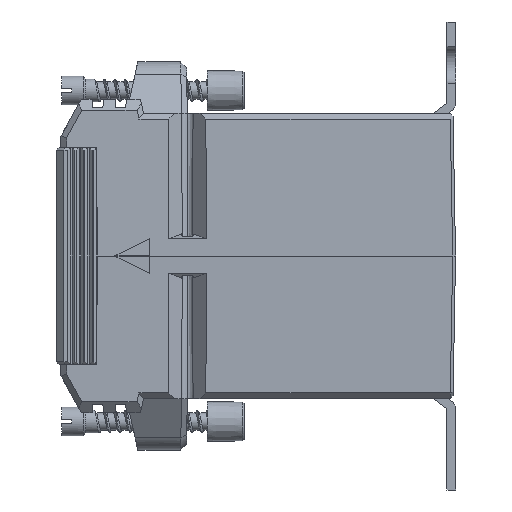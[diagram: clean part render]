
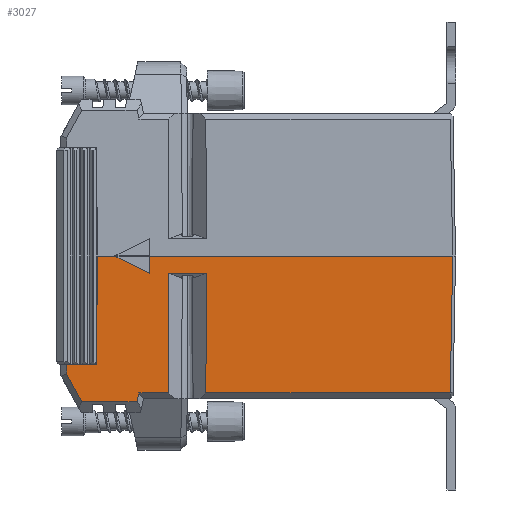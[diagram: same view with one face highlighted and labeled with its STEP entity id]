
A CAD part, left-side view. The second image highlights one B-rep face of the part: STEP entity #3027.
In plain terms, the highlighted face is planar.
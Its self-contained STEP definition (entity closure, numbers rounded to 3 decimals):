
#1599 = EDGE_CURVE ( 'NONE', #1601, #1605, #11973, .T. ) ;
#1601 = VERTEX_POINT ( 'NONE', #11876 ) ;
#1605 = VERTEX_POINT ( 'NONE', #11911 ) ;
#1842 = VERTEX_POINT ( 'NONE', #12880 ) ;
#1912 = VERTEX_POINT ( 'NONE', #13033 ) ;
#1913 = EDGE_CURVE ( 'NONE', #1931, #1842, #13172, .T. ) ;
#1916 = VERTEX_POINT ( 'NONE', #13175 ) ;
#1921 = EDGE_CURVE ( 'NONE', #1916, #1912, #13186, .T. ) ;
#1931 = VERTEX_POINT ( 'NONE', #13251 ) ;
#2210 = EDGE_CURVE ( 'NONE', #1842, #1601, #14095, .T. ) ;
#2619 = ORIENTED_EDGE ( 'NONE', *, *, #3074, .T. ) ;
#2883 = EDGE_CURVE ( 'NONE', #2890, #2892, #16726, .T. ) ;
#2890 = VERTEX_POINT ( 'NONE', #16921 ) ;
#2892 = VERTEX_POINT ( 'NONE', #16927 ) ;
#3005 = ORIENTED_EDGE ( 'NONE', *, *, #1599, .T. ) ;
#3006 = VERTEX_POINT ( 'NONE', #17327 ) ;
#3007 = EDGE_CURVE ( 'NONE', #3006, #3017, #17283, .T. ) ;
#3008 = VERTEX_POINT ( 'NONE', #17281 ) ;
#3009 = EDGE_CURVE ( 'NONE', #3008, #3017, #17287, .T. ) ;
#3010 = VERTEX_POINT ( 'NONE', #17323 ) ;
#3011 = EDGE_CURVE ( 'NONE', #3008, #3010, #17384, .T. ) ;
#3012 = VERTEX_POINT ( 'NONE', #17383 ) ;
#3013 = ORIENTED_EDGE ( 'NONE', *, *, #3016, .F. ) ;
#3014 = ORIENTED_EDGE ( 'NONE', *, *, #3031, .F. ) ;
#3015 = ORIENTED_EDGE ( 'NONE', *, *, #1921, .T. ) ;
#3016 = EDGE_CURVE ( 'NONE', #1931, #3012, #17373, .T. ) ;
#3017 = VERTEX_POINT ( 'NONE', #17288 ) ;
#3018 = ORIENTED_EDGE ( 'NONE', *, *, #3019, .T. ) ;
#3019 = EDGE_CURVE ( 'NONE', #1605, #3006, #17280, .T. ) ;
#3020 = ORIENTED_EDGE ( 'NONE', *, *, #1913, .T. ) ;
#3021 = ORIENTED_EDGE ( 'NONE', *, *, #3007, .T. ) ;
#3022 = ORIENTED_EDGE ( 'NONE', *, *, #2210, .T. ) ;
#3025 = ORIENTED_EDGE ( 'NONE', *, *, #3011, .T. ) ;
#3027 = ADVANCED_FACE ( 'NONE', ( #17375 ), #17377, .T. ) ;
#3028 = ORIENTED_EDGE ( 'NONE', *, *, #3040, .F. ) ;
#3029 = EDGE_CURVE ( 'NONE', #2892, #1916, #17351, .T. ) ;
#3030 = ORIENTED_EDGE ( 'NONE', *, *, #2883, .T. ) ;
#3031 = EDGE_CURVE ( 'NONE', #3012, #1912, #17336, .T. ) ;
#3032 = ORIENTED_EDGE ( 'NONE', *, *, #3033, .T. ) ;
#3033 = EDGE_CURVE ( 'NONE', #3036, #2890, #17364, .T. ) ;
#3035 = ORIENTED_EDGE ( 'NONE', *, *, #3029, .T. ) ;
#3036 = VERTEX_POINT ( 'NONE', #17441 ) ;
#3037 = VERTEX_POINT ( 'NONE', #17440 ) ;
#3040 = EDGE_CURVE ( 'NONE', #3036, #3037, #17451, .T. ) ;
#3044 = ORIENTED_EDGE ( 'NONE', *, *, #3009, .F. ) ;
#3045 = EDGE_LOOP ( 'NONE', ( #3028, #3032, #3030, #3035, #3015, #3014, #3013, #3020, #3022, #3005, #3018, #3021, #3044, #3025, #2619, #3080 ) ) ;
#3074 = EDGE_CURVE ( 'NONE', #3010, #3078, #17568, .T. ) ;
#3078 = VERTEX_POINT ( 'NONE', #17540 ) ;
#3080 = ORIENTED_EDGE ( 'NONE', *, *, #3083, .T. ) ;
#3083 = EDGE_CURVE ( 'NONE', #3078, #3037, #17628, .T. ) ;
#11876 = CARTESIAN_POINT ( 'NONE',  ( 24.418, 34., 19. ) ) ;
#11911 = CARTESIAN_POINT ( 'NONE',  ( 24.418, 39.168, 19. ) ) ;
#11970 = DIRECTION ( 'NONE',  ( 0., 1., 0. ) ) ;
#11971 = VECTOR ( 'NONE', #11970, 1000. ) ;
#11972 = CARTESIAN_POINT ( 'NONE',  ( 24.418, 40.5, 19. ) ) ;
#11973 = LINE ( 'NONE', #11972, #11971 ) ;
#12880 = CARTESIAN_POINT ( 'NONE',  ( 24.75, 33.668, 0. ) ) ;
#13033 = CARTESIAN_POINT ( 'NONE',  ( 24.75, 24.668, 0. ) ) ;
#13137 = DIRECTION ( 'NONE',  ( 0., 1., 0. ) ) ;
#13151 = VECTOR ( 'NONE', #13137, 1000. ) ;
#13162 = DIRECTION ( 'NONE',  ( 0., 1., 0. ) ) ;
#13164 = VECTOR ( 'NONE', #13162, 1000. ) ;
#13166 = CARTESIAN_POINT ( 'NONE',  ( 24.75, 40.5, 0. ) ) ;
#13172 = LINE ( 'NONE', #13166, #13164 ) ;
#13175 = CARTESIAN_POINT ( 'NONE',  ( 24.75, -28.5, 0. ) ) ;
#13185 = CARTESIAN_POINT ( 'NONE',  ( 24.75, 40.5, 0. ) ) ;
#13186 = LINE ( 'NONE', #13185, #13151 ) ;
#13251 = CARTESIAN_POINT ( 'NONE',  ( 24.75, 30.668, 0. ) ) ;
#14091 = DIRECTION ( 'NONE',  ( -0.017, 0.017, 1. ) ) ;
#14092 = VECTOR ( 'NONE', #14091, 1000. ) ;
#14094 = CARTESIAN_POINT ( 'NONE',  ( 24.748, 33.67, 0.119 ) ) ;
#14095 = LINE ( 'NONE', #14094, #14092 ) ;
#16726 = LINE ( 'NONE', #16929, #16925 ) ;
#16921 = CARTESIAN_POINT ( 'NONE',  ( 24.331, 14.746, 24. ) ) ;
#16925 = VECTOR ( 'NONE', #16928, 1000. ) ;
#16927 = CARTESIAN_POINT ( 'NONE',  ( 24.331, -28.081, 24. ) ) ;
#16928 = DIRECTION ( 'NONE',  ( 0., -1., 0. ) ) ;
#16929 = CARTESIAN_POINT ( 'NONE',  ( 24.331, -28.564, 24. ) ) ;
#17273 = DIRECTION ( 'NONE',  ( 0., 1., 0. ) ) ;
#17275 = CARTESIAN_POINT ( 'NONE',  ( 24.305, 40.5, 25.5 ) ) ;
#17277 = DIRECTION ( 'NONE',  ( -0.015, -0.485, 0.875 ) ) ;
#17278 = VECTOR ( 'NONE', #17277, 1000. ) ;
#17280 = LINE ( 'NONE', #17358, #17357 ) ;
#17281 = CARTESIAN_POINT ( 'NONE',  ( 24.305, 26.803, 25.5 ) ) ;
#17282 = CARTESIAN_POINT ( 'NONE',  ( 24.675, 48.243, 4.29 ) ) ;
#17283 = LINE ( 'NONE', #17282, #17278 ) ;
#17287 = LINE ( 'NONE', #17275, #17387 ) ;
#17288 = CARTESIAN_POINT ( 'NONE',  ( 24.305, 36.486, 25.5 ) ) ;
#17323 = CARTESIAN_POINT ( 'NONE',  ( 24.331, 26.47, 24. ) ) ;
#17327 = CARTESIAN_POINT ( 'NONE',  ( 24.388, 39.138, 20.715 ) ) ;
#17331 = DIRECTION ( 'NONE',  ( 0.017, 0., -1. ) ) ;
#17332 = VECTOR ( 'NONE', #17331, 1000. ) ;
#17334 = CARTESIAN_POINT ( 'NONE',  ( 24.698, 24.668, 3. ) ) ;
#17336 = LINE ( 'NONE', #17334, #17332 ) ;
#17340 = DIRECTION ( 'NONE',  ( 0.017, -0.017, -1. ) ) ;
#17342 = VECTOR ( 'NONE', #17340, 1000. ) ;
#17346 = DIRECTION ( 'NONE',  ( 0., 1., 0. ) ) ;
#17347 = VECTOR ( 'NONE', #17346, 1000. ) ;
#17348 = DIRECTION ( 'NONE',  ( 0.017, 0., -1. ) ) ;
#17349 = DIRECTION ( 'NONE',  ( 1., 0., 0.017 ) ) ;
#17350 = CARTESIAN_POINT ( 'NONE',  ( 24.729, -28.479, 1.204 ) ) ;
#17351 = LINE ( 'NONE', #17350, #17342 ) ;
#17353 = AXIS2_PLACEMENT_3D ( 'NONE', #17355, #17349, #17348 ) ;
#17355 = CARTESIAN_POINT ( 'NONE',  ( 24.75, 40.5, 0. ) ) ;
#17356 = DIRECTION ( 'NONE',  ( -0.017, -0.017, 1. ) ) ;
#17357 = VECTOR ( 'NONE', #17356, 1000. ) ;
#17358 = CARTESIAN_POINT ( 'NONE',  ( 24.75, 39.5, -0.017 ) ) ;
#17363 = CARTESIAN_POINT ( 'NONE',  ( 24.748, 14.623, 0.132 ) ) ;
#17364 = LINE ( 'NONE', #17363, #17454 ) ;
#17366 = DIRECTION ( 'NONE',  ( -0.008, -0.894, 0.447 ) ) ;
#17367 = VECTOR ( 'NONE', #17366, 1000. ) ;
#17369 = CARTESIAN_POINT ( 'NONE',  ( 24.75, 30.668, 0. ) ) ;
#17373 = LINE ( 'NONE', #17369, #17367 ) ;
#17375 = FACE_OUTER_BOUND ( 'NONE', #3045, .T. ) ;
#17377 = PLANE ( 'NONE',  #17353 ) ;
#17380 = DIRECTION ( 'NONE',  ( 0.017, -0.216, -0.976 ) ) ;
#17381 = VECTOR ( 'NONE', #17380, 1000. ) ;
#17382 = CARTESIAN_POINT ( 'NONE',  ( 24.679, 22.056, 4.088 ) ) ;
#17383 = CARTESIAN_POINT ( 'NONE',  ( 24.698, 24.668, 3. ) ) ;
#17384 = LINE ( 'NONE', #17382, #17381 ) ;
#17387 = VECTOR ( 'NONE', #17273, 1000. ) ;
#17440 = CARTESIAN_POINT ( 'NONE',  ( 24.698, 21.362, 3. ) ) ;
#17441 = CARTESIAN_POINT ( 'NONE',  ( 24.698, 14.638, 3. ) ) ;
#17450 = CARTESIAN_POINT ( 'NONE',  ( 24.698, 40.5, 3. ) ) ;
#17451 = LINE ( 'NONE', #17450, #17347 ) ;
#17453 = DIRECTION ( 'NONE',  ( -0.017, 0.005, 1. ) ) ;
#17454 = VECTOR ( 'NONE', #17453, 1000. ) ;
#17540 = CARTESIAN_POINT ( 'NONE',  ( 24.331, 21.254, 24. ) ) ;
#17543 = DIRECTION ( 'NONE',  ( 0., -1., 0. ) ) ;
#17544 = VECTOR ( 'NONE', #17543, 1000. ) ;
#17545 = CARTESIAN_POINT ( 'NONE',  ( 24.331, -28.564, 24. ) ) ;
#17568 = LINE ( 'NONE', #17545, #17544 ) ;
#17625 = DIRECTION ( 'NONE',  ( 0.017, 0.005, -1. ) ) ;
#17626 = VECTOR ( 'NONE', #17625, 1000. ) ;
#17627 = CARTESIAN_POINT ( 'NONE',  ( 24.752, 21.378, -0.098 ) ) ;
#17628 = LINE ( 'NONE', #17627, #17626 ) ;
